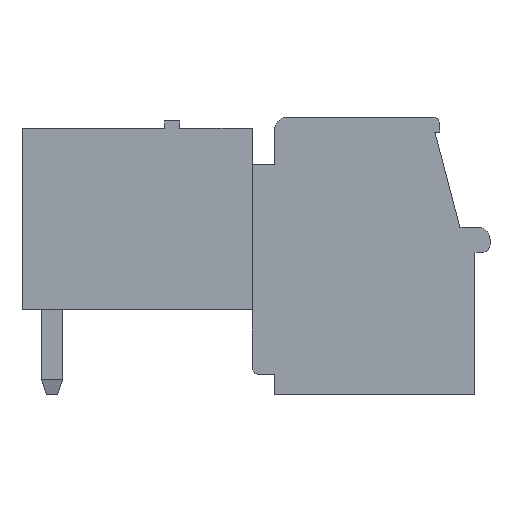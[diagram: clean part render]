
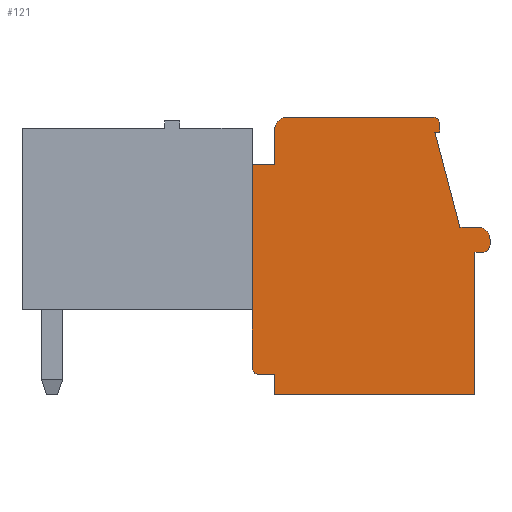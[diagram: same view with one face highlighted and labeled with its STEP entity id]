
A CAD part, left-side view. The second image highlights one B-rep face of the part: STEP entity #121.
In plain terms, the highlighted planar face has unit normal (-1, 0, 0).
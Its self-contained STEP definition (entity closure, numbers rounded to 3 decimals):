
#22 = VERTEX_POINT('',#23);
#23 = CARTESIAN_POINT('',(-2.1,-8.,-2.3));
#41 = VERTEX_POINT('',#42);
#42 = CARTESIAN_POINT('',(-2.1,-8.3,-2.6));
#48 = EDGE_CURVE('',#22,#41,#49,.T.);
#49 = CIRCLE('',#50,0.3);
#50 = AXIS2_PLACEMENT_3D('',#51,#52,#53);
#51 = CARTESIAN_POINT('',(-2.1,-8.3,-2.3));
#52 = DIRECTION('',(-1.,0.,0.));
#53 = DIRECTION('',(0.,1.,0.));
#63 = EDGE_CURVE('',#64,#22,#66,.T.);
#64 = VERTEX_POINT('',#65);
#65 = CARTESIAN_POINT('',(-2.1,-8.,0.));
#66 = LINE('',#67,#68);
#67 = CARTESIAN_POINT('',(-2.1,-8.,5.8));
#68 = VECTOR('',#69,1.);
#69 = DIRECTION('',(0.,0.,-1.));
#104 = VERTEX_POINT('',#105);
#105 = CARTESIAN_POINT('',(-2.1,-8.9,-2.6));
#111 = EDGE_CURVE('',#41,#104,#112,.T.);
#112 = LINE('',#113,#114);
#113 = CARTESIAN_POINT('',(-2.1,-8.3,-2.6));
#114 = VECTOR('',#115,1.);
#115 = DIRECTION('',(0.,-1.,0.));
#121 = ADVANCED_FACE('',(#122),#265,.F.);
#122 = FACE_BOUND('',#123,.F.);
#123 = EDGE_LOOP('',(#124,#132,#140,#148,#157,#165,#174,#182,#190,#198,
#206,#215,#223,#232,#240,#248,#256,#262,#263,#264));
#124 = ORIENTED_EDGE('',*,*,#125,.F.);
#125 = EDGE_CURVE('',#126,#64,#128,.T.);
#126 = VERTEX_POINT('',#127);
#127 = CARTESIAN_POINT('',(-2.1,-8.,5.8));
#128 = LINE('',#129,#130);
#129 = CARTESIAN_POINT('',(-2.1,-8.,5.8));
#130 = VECTOR('',#131,1.);
#131 = DIRECTION('',(0.,0.,-1.));
#132 = ORIENTED_EDGE('',*,*,#133,.F.);
#133 = EDGE_CURVE('',#134,#126,#136,.T.);
#134 = VERTEX_POINT('',#135);
#135 = CARTESIAN_POINT('',(-2.1,-8.9,5.8));
#136 = LINE('',#137,#138);
#137 = CARTESIAN_POINT('',(-2.1,-8.9,5.8));
#138 = VECTOR('',#139,1.);
#139 = DIRECTION('',(0.,1.,0.));
#140 = ORIENTED_EDGE('',*,*,#141,.F.);
#141 = EDGE_CURVE('',#142,#134,#144,.T.);
#142 = VERTEX_POINT('',#143);
#143 = CARTESIAN_POINT('',(-2.1,-8.9,7.2));
#144 = LINE('',#145,#146);
#145 = CARTESIAN_POINT('',(-2.1,-8.9,7.2));
#146 = VECTOR('',#147,1.);
#147 = DIRECTION('',(0.,0.,-1.));
#148 = ORIENTED_EDGE('',*,*,#149,.F.);
#149 = EDGE_CURVE('',#150,#142,#152,.T.);
#150 = VERTEX_POINT('',#151);
#151 = CARTESIAN_POINT('',(-2.1,-9.4,7.7));
#152 = CIRCLE('',#153,0.5);
#153 = AXIS2_PLACEMENT_3D('',#154,#155,#156);
#154 = CARTESIAN_POINT('',(-2.1,-9.4,7.2));
#155 = DIRECTION('',(-1.,0.,0.));
#156 = DIRECTION('',(0.,0.,1.));
#157 = ORIENTED_EDGE('',*,*,#158,.F.);
#158 = EDGE_CURVE('',#159,#150,#161,.T.);
#159 = VERTEX_POINT('',#160);
#160 = CARTESIAN_POINT('',(-2.1,-15.2,7.7));
#161 = LINE('',#162,#163);
#162 = CARTESIAN_POINT('',(-2.1,-15.2,7.7));
#163 = VECTOR('',#164,1.);
#164 = DIRECTION('',(0.,1.,0.));
#165 = ORIENTED_EDGE('',*,*,#166,.F.);
#166 = EDGE_CURVE('',#167,#159,#169,.T.);
#167 = VERTEX_POINT('',#168);
#168 = CARTESIAN_POINT('',(-2.1,-15.5,7.4));
#169 = CIRCLE('',#170,0.3);
#170 = AXIS2_PLACEMENT_3D('',#171,#172,#173);
#171 = CARTESIAN_POINT('',(-2.1,-15.2,7.4));
#172 = DIRECTION('',(-1.,0.,0.));
#173 = DIRECTION('',(0.,-1.,0.));
#174 = ORIENTED_EDGE('',*,*,#175,.F.);
#175 = EDGE_CURVE('',#176,#167,#178,.T.);
#176 = VERTEX_POINT('',#177);
#177 = CARTESIAN_POINT('',(-2.1,-15.5,7.1));
#178 = LINE('',#179,#180);
#179 = CARTESIAN_POINT('',(-2.1,-15.5,7.1));
#180 = VECTOR('',#181,1.);
#181 = DIRECTION('',(0.,0.,1.));
#182 = ORIENTED_EDGE('',*,*,#183,.F.);
#183 = EDGE_CURVE('',#184,#176,#186,.T.);
#184 = VERTEX_POINT('',#185);
#185 = CARTESIAN_POINT('',(-2.1,-15.3,7.1));
#186 = LINE('',#187,#188);
#187 = CARTESIAN_POINT('',(-2.1,-15.3,7.1));
#188 = VECTOR('',#189,1.);
#189 = DIRECTION('',(0.,-1.,0.));
#190 = ORIENTED_EDGE('',*,*,#191,.F.);
#191 = EDGE_CURVE('',#192,#184,#194,.T.);
#192 = VERTEX_POINT('',#193);
#193 = CARTESIAN_POINT('',(-2.1,-16.3,3.3));
#194 = LINE('',#195,#196);
#195 = CARTESIAN_POINT('',(-2.1,-16.3,3.3));
#196 = VECTOR('',#197,1.);
#197 = DIRECTION('',(0.,0.254,0.967));
#198 = ORIENTED_EDGE('',*,*,#199,.F.);
#199 = EDGE_CURVE('',#200,#192,#202,.T.);
#200 = VERTEX_POINT('',#201);
#201 = CARTESIAN_POINT('',(-2.1,-17.,3.3));
#202 = LINE('',#203,#204);
#203 = CARTESIAN_POINT('',(-2.1,-17.,3.3));
#204 = VECTOR('',#205,1.);
#205 = DIRECTION('',(0.,1.,0.));
#206 = ORIENTED_EDGE('',*,*,#207,.F.);
#207 = EDGE_CURVE('',#208,#200,#210,.T.);
#208 = VERTEX_POINT('',#209);
#209 = CARTESIAN_POINT('',(-2.1,-17.5,2.8));
#210 = CIRCLE('',#211,0.5);
#211 = AXIS2_PLACEMENT_3D('',#212,#213,#214);
#212 = CARTESIAN_POINT('',(-2.1,-17.,2.8));
#213 = DIRECTION('',(-1.,0.,0.));
#214 = DIRECTION('',(0.,-1.,0.));
#215 = ORIENTED_EDGE('',*,*,#216,.F.);
#216 = EDGE_CURVE('',#217,#208,#219,.T.);
#217 = VERTEX_POINT('',#218);
#218 = CARTESIAN_POINT('',(-2.1,-17.5,2.6));
#219 = LINE('',#220,#221);
#220 = CARTESIAN_POINT('',(-2.1,-17.5,2.6));
#221 = VECTOR('',#222,1.);
#222 = DIRECTION('',(0.,0.,1.));
#223 = ORIENTED_EDGE('',*,*,#224,.F.);
#224 = EDGE_CURVE('',#225,#217,#227,.T.);
#225 = VERTEX_POINT('',#226);
#226 = CARTESIAN_POINT('',(-2.1,-17.2,2.3));
#227 = CIRCLE('',#228,0.3);
#228 = AXIS2_PLACEMENT_3D('',#229,#230,#231);
#229 = CARTESIAN_POINT('',(-2.1,-17.2,2.6));
#230 = DIRECTION('',(-1.,0.,0.));
#231 = DIRECTION('',(0.,0.,-1.));
#232 = ORIENTED_EDGE('',*,*,#233,.F.);
#233 = EDGE_CURVE('',#234,#225,#236,.T.);
#234 = VERTEX_POINT('',#235);
#235 = CARTESIAN_POINT('',(-2.1,-16.9,2.3));
#236 = LINE('',#237,#238);
#237 = CARTESIAN_POINT('',(-2.1,-16.9,2.3));
#238 = VECTOR('',#239,1.);
#239 = DIRECTION('',(0.,-1.,0.));
#240 = ORIENTED_EDGE('',*,*,#241,.F.);
#241 = EDGE_CURVE('',#242,#234,#244,.T.);
#242 = VERTEX_POINT('',#243);
#243 = CARTESIAN_POINT('',(-2.1,-16.9,-3.4));
#244 = LINE('',#245,#246);
#245 = CARTESIAN_POINT('',(-2.1,-16.9,-3.4));
#246 = VECTOR('',#247,1.);
#247 = DIRECTION('',(0.,0.,1.));
#248 = ORIENTED_EDGE('',*,*,#249,.F.);
#249 = EDGE_CURVE('',#250,#242,#252,.T.);
#250 = VERTEX_POINT('',#251);
#251 = CARTESIAN_POINT('',(-2.1,-8.9,-3.4));
#252 = LINE('',#253,#254);
#253 = CARTESIAN_POINT('',(-2.1,-8.9,-3.4));
#254 = VECTOR('',#255,1.);
#255 = DIRECTION('',(0.,-1.,0.));
#256 = ORIENTED_EDGE('',*,*,#257,.F.);
#257 = EDGE_CURVE('',#104,#250,#258,.T.);
#258 = LINE('',#259,#260);
#259 = CARTESIAN_POINT('',(-2.1,-8.9,-2.6));
#260 = VECTOR('',#261,1.);
#261 = DIRECTION('',(0.,0.,-1.));
#262 = ORIENTED_EDGE('',*,*,#111,.F.);
#263 = ORIENTED_EDGE('',*,*,#48,.F.);
#264 = ORIENTED_EDGE('',*,*,#63,.F.);
#265 = PLANE('',#266);
#266 = AXIS2_PLACEMENT_3D('',#267,#268,#269);
#267 = CARTESIAN_POINT('',(-2.1,-8.,5.8));
#268 = DIRECTION('',(1.,0.,0.));
#269 = DIRECTION('',(0.,-1.,0.));
